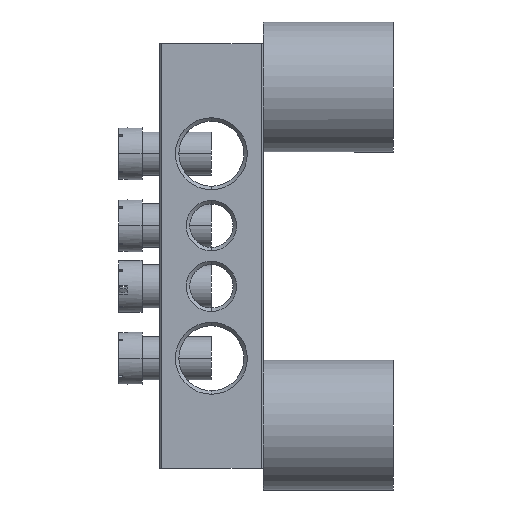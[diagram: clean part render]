
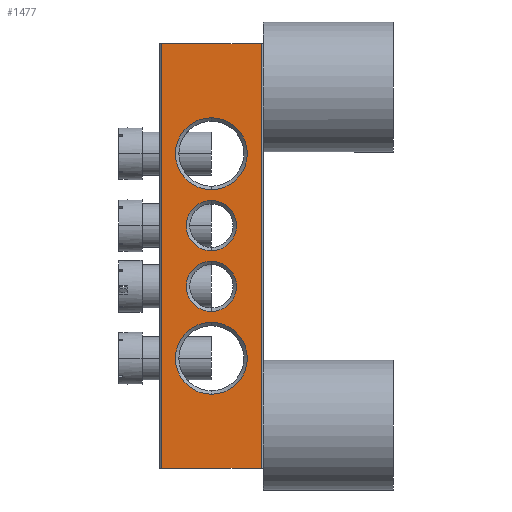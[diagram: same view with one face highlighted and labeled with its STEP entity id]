
A CAD part, left-side view. The second image highlights one B-rep face of the part: STEP entity #1477.
In plain terms, the highlighted planar face has unit normal (-1, 0, 0).
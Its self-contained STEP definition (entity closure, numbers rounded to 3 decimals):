
#18 = CARTESIAN_POINT ( 'NONE',  ( -4., 0., 11.8 ) ) ;
#27 = DIRECTION ( 'NONE',  ( 0., 0., -1. ) ) ;
#190 = VECTOR ( 'NONE', #1991, 1000. ) ;
#297 = LINE ( 'NONE', #2678, #2058 ) ;
#304 = VERTEX_POINT ( 'NONE', #1083 ) ;
#324 = DIRECTION ( 'NONE',  ( 0., 1., 0. ) ) ;
#330 = CARTESIAN_POINT ( 'NONE',  ( -4., -5.75, 24.5 ) ) ;
#341 = DIRECTION ( 'NONE',  ( 0., -1., 0. ) ) ;
#440 = AXIS2_PLACEMENT_3D ( 'NONE', #1765, #3815, #2100 ) ;
#447 = AXIS2_PLACEMENT_3D ( 'NONE', #2978, #1034, #3245 ) ;
#457 = AXIS2_PLACEMENT_3D ( 'NONE', #18, #2359, #324 ) ;
#476 = CIRCLE ( 'NONE', #525, 2.9 ) ;
#525 = AXIS2_PLACEMENT_3D ( 'NONE', #3343, #1538, #3631 ) ;
#530 = CIRCLE ( 'NONE', #582, 4.15 ) ;
#556 = CARTESIAN_POINT ( 'NONE',  ( -4., 5.75, -24.5 ) ) ;
#560 = AXIS2_PLACEMENT_3D ( 'NONE', #1096, #3288, #1469 ) ;
#582 = AXIS2_PLACEMENT_3D ( 'NONE', #3239, #1412, #3524 ) ;
#671 = DIRECTION ( 'NONE',  ( 0., -1., 0. ) ) ;
#760 = AXIS2_PLACEMENT_3D ( 'NONE', #1251, #1248, #1247 ) ;
#815 = CARTESIAN_POINT ( 'NONE',  ( -4., 0., 0.6 ) ) ;
#827 = CARTESIAN_POINT ( 'NONE',  ( -4., 0., 3.5 ) ) ;
#868 = DIRECTION ( 'NONE',  ( 1., 0., 0. ) ) ;
#877 = VERTEX_POINT ( 'NONE', #556 ) ;
#892 = DIRECTION ( 'NONE',  ( 0., 1., 0. ) ) ;
#921 = ORIENTED_EDGE ( 'NONE', *, *, #3096, .T. ) ;
#937 = ORIENTED_EDGE ( 'NONE', *, *, #3662, .T. ) ;
#940 = ORIENTED_EDGE ( 'NONE', *, *, #2561, .T. ) ;
#949 = ORIENTED_EDGE ( 'NONE', *, *, #3666, .T. ) ;
#971 = CIRCLE ( 'NONE', #760, 4.15 ) ;
#984 = ORIENTED_EDGE ( 'NONE', *, *, #3213, .T. ) ;
#1003 = ORIENTED_EDGE ( 'NONE', *, *, #1265, .T. ) ;
#1008 = ORIENTED_EDGE ( 'NONE', *, *, #3672, .T. ) ;
#1025 = AXIS2_PLACEMENT_3D ( 'NONE', #3499, #3462, #3460 ) ;
#1034 = DIRECTION ( 'NONE',  ( 1., 0., 0. ) ) ;
#1048 = ORIENTED_EDGE ( 'NONE', *, *, #3690, .T. ) ;
#1057 = CIRCLE ( 'NONE', #1377, 2.9 ) ;
#1061 = ORIENTED_EDGE ( 'NONE', *, *, #3707, .F. ) ;
#1068 = ORIENTED_EDGE ( 'NONE', *, *, #3711, .T. ) ;
#1076 = ORIENTED_EDGE ( 'NONE', *, *, #3362, .T. ) ;
#1083 = CARTESIAN_POINT ( 'NONE',  ( -4., 0., -6.4 ) ) ;
#1096 = CARTESIAN_POINT ( 'NONE',  ( -4., 0., 3.5 ) ) ;
#1113 = ORIENTED_EDGE ( 'NONE', *, *, #3716, .T. ) ;
#1146 = CIRCLE ( 'NONE', #440, 2.9 ) ;
#1184 = VERTEX_POINT ( 'NONE', #1577 ) ;
#1247 = DIRECTION ( 'NONE',  ( 0., 1., 0. ) ) ;
#1248 = DIRECTION ( 'NONE',  ( 1., 0., 0. ) ) ;
#1251 = CARTESIAN_POINT ( 'NONE',  ( -4., 0., -11.8 ) ) ;
#1257 = CIRCLE ( 'NONE', #457, 4.15 ) ;
#1265 = EDGE_CURVE ( 'NONE', #2640, #2257, #1057, .T. ) ;
#1273 = EDGE_LOOP ( 'NONE', ( #940, #949 ) ) ;
#1377 = AXIS2_PLACEMENT_3D ( 'NONE', #827, #868, #892 ) ;
#1412 = DIRECTION ( 'NONE',  ( 1., 0., 0. ) ) ;
#1469 = DIRECTION ( 'NONE',  ( 0., 1., 0. ) ) ;
#1477 = ADVANCED_FACE ( 'NONE', ( #3864, #3051, #3217, #3781, #1507 ), #3473, .F. ) ;
#1507 = FACE_BOUND ( 'NONE', #1819, .T. ) ;
#1538 = DIRECTION ( 'NONE',  ( 1., 0., 0. ) ) ;
#1577 = CARTESIAN_POINT ( 'NONE',  ( -4., 0., 7.65 ) ) ;
#1644 = VERTEX_POINT ( 'NONE', #3072 ) ;
#1669 = VERTEX_POINT ( 'NONE', #3038 ) ;
#1689 = CARTESIAN_POINT ( 'NONE',  ( -4., 0., 15.95 ) ) ;
#1717 = VERTEX_POINT ( 'NONE', #2989 ) ;
#1765 = CARTESIAN_POINT ( 'NONE',  ( -4., 0., -3.5 ) ) ;
#1781 = EDGE_LOOP ( 'NONE', ( #921, #937 ) ) ;
#1819 = EDGE_LOOP ( 'NONE', ( #1076, #1113 ) ) ;
#1823 = EDGE_LOOP ( 'NONE', ( #1008, #1048, #1061, #1068 ) ) ;
#1912 = VERTEX_POINT ( 'NONE', #2704 ) ;
#1947 = VECTOR ( 'NONE', #341, 1000. ) ;
#1991 = DIRECTION ( 'NONE',  ( 0., 0., 1. ) ) ;
#2020 = EDGE_LOOP ( 'NONE', ( #984, #1003 ) ) ;
#2058 = VECTOR ( 'NONE', #671, 1000. ) ;
#2069 = CARTESIAN_POINT ( 'NONE',  ( -4., -5.75, 24.5 ) ) ;
#2100 = DIRECTION ( 'NONE',  ( 0., 1., 0. ) ) ;
#2151 = CIRCLE ( 'NONE', #447, 4.15 ) ;
#2257 = VERTEX_POINT ( 'NONE', #2384 ) ;
#2359 = DIRECTION ( 'NONE',  ( 1., 0., 0. ) ) ;
#2384 = CARTESIAN_POINT ( 'NONE',  ( -4., 0., 6.4 ) ) ;
#2561 = EDGE_CURVE ( 'NONE', #2990, #1669, #971, .T. ) ;
#2640 = VERTEX_POINT ( 'NONE', #815 ) ;
#2678 = CARTESIAN_POINT ( 'NONE',  ( -4., 6., -24.5 ) ) ;
#2692 = CARTESIAN_POINT ( 'NONE',  ( -4., 5.75, 24.5 ) ) ;
#2704 = CARTESIAN_POINT ( 'NONE',  ( -4., 5.75, 24.5 ) ) ;
#2782 = LINE ( 'NONE', #3803, #1947 ) ;
#2874 = LINE ( 'NONE', #2069, #190 ) ;
#2929 = CARTESIAN_POINT ( 'NONE',  ( -4., 0., -7.65 ) ) ;
#2978 = CARTESIAN_POINT ( 'NONE',  ( -4., 0., -11.8 ) ) ;
#2989 = CARTESIAN_POINT ( 'NONE',  ( -4., -5.75, -24.5 ) ) ;
#2990 = VERTEX_POINT ( 'NONE', #2929 ) ;
#3005 = VERTEX_POINT ( 'NONE', #1689 ) ;
#3038 = CARTESIAN_POINT ( 'NONE',  ( -4., 0., -15.95 ) ) ;
#3051 = FACE_BOUND ( 'NONE', #1273, .T. ) ;
#3072 = CARTESIAN_POINT ( 'NONE',  ( -4., 0., -0.6 ) ) ;
#3096 = EDGE_CURVE ( 'NONE', #3005, #1184, #530, .T. ) ;
#3107 = VERTEX_POINT ( 'NONE', #330 ) ;
#3213 = EDGE_CURVE ( 'NONE', #2257, #2640, #3422, .T. ) ;
#3217 = FACE_BOUND ( 'NONE', #2020, .T. ) ;
#3239 = CARTESIAN_POINT ( 'NONE',  ( -4., 0., 11.8 ) ) ;
#3245 = DIRECTION ( 'NONE',  ( 0., 1., 0. ) ) ;
#3288 = DIRECTION ( 'NONE',  ( 1., 0., 0. ) ) ;
#3343 = CARTESIAN_POINT ( 'NONE',  ( -4., 0., -3.5 ) ) ;
#3362 = EDGE_CURVE ( 'NONE', #1644, #304, #476, .T. ) ;
#3422 = CIRCLE ( 'NONE', #560, 2.9 ) ;
#3460 = DIRECTION ( 'NONE',  ( 0., 1., 0. ) ) ;
#3462 = DIRECTION ( 'NONE',  ( 1., 0., 0. ) ) ;
#3473 = PLANE ( 'NONE',  #1025 ) ;
#3499 = CARTESIAN_POINT ( 'NONE',  ( -4., 6., 24.5 ) ) ;
#3515 = VECTOR ( 'NONE', #27, 1000. ) ;
#3524 = DIRECTION ( 'NONE',  ( 0., 1., 0. ) ) ;
#3597 = LINE ( 'NONE', #2692, #3515 ) ;
#3631 = DIRECTION ( 'NONE',  ( 0., 1., 0. ) ) ;
#3662 = EDGE_CURVE ( 'NONE', #1184, #3005, #1257, .T. ) ;
#3666 = EDGE_CURVE ( 'NONE', #1669, #2990, #2151, .T. ) ;
#3672 = EDGE_CURVE ( 'NONE', #877, #1717, #297, .T. ) ;
#3690 = EDGE_CURVE ( 'NONE', #1717, #3107, #2874, .T. ) ;
#3707 = EDGE_CURVE ( 'NONE', #1912, #3107, #2782, .T. ) ;
#3711 = EDGE_CURVE ( 'NONE', #1912, #877, #3597, .T. ) ;
#3716 = EDGE_CURVE ( 'NONE', #304, #1644, #1146, .T. ) ;
#3781 = FACE_OUTER_BOUND ( 'NONE', #1823, .T. ) ;
#3803 = CARTESIAN_POINT ( 'NONE',  ( -4., 6., 24.5 ) ) ;
#3815 = DIRECTION ( 'NONE',  ( 1., 0., 0. ) ) ;
#3864 = FACE_BOUND ( 'NONE', #1781, .T. ) ;
